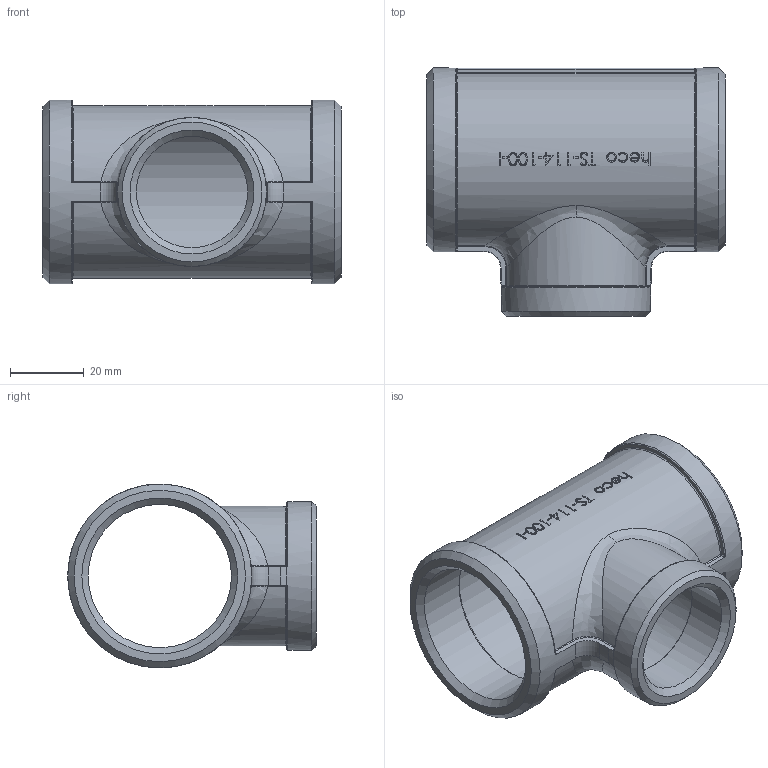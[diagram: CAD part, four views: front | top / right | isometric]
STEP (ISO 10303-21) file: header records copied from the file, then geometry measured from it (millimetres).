
FILE_DESCRIPTION (( 'STEP AP214' ), '1' );
FILE_NAME ('heco_TS-114-100-I.STEP', '2015-10-29T14:21:21', ( 'test' ), ( '' ), 'SwSTEP 2.0', 'SolidWorks 2011', '' );
FILE_SCHEMA (( 'AUTOMOTIVE_DESIGN' ));
Length unit declared in the file: millimetre
Products named in the file (1): heco_TS-114-100-I
Bounding box: 81 x 67.5 x 50 mm (x, y, z)
Volume: 43251.4 mm3; surface area: 28194.6 mm2
Topology: 1 solids, 1 shells, 274 faces, 682 edges, 430 vertices
Faces by surface type: bspline 103, plane 78, cylinder 58, torus 14, sphere 12, cone 9
Full cylindrical faces by diameter (mm): 30.291 x1, 33.6 x1, 38.952 x2, 40.5 x1, 42.6 x1, 50 x1
Entity records: 23325 total; most frequent: CARTESIAN_POINT 14750, ORIENTED_EDGE 1310, DIRECTION 805, EDGE_CURVE 655, VERTEX_POINT 424, B_SPLINE_CURVE_WITH_KNOTS 339, EDGE_LOOP 319, AXIS2_PLACEMENT_3D 317
